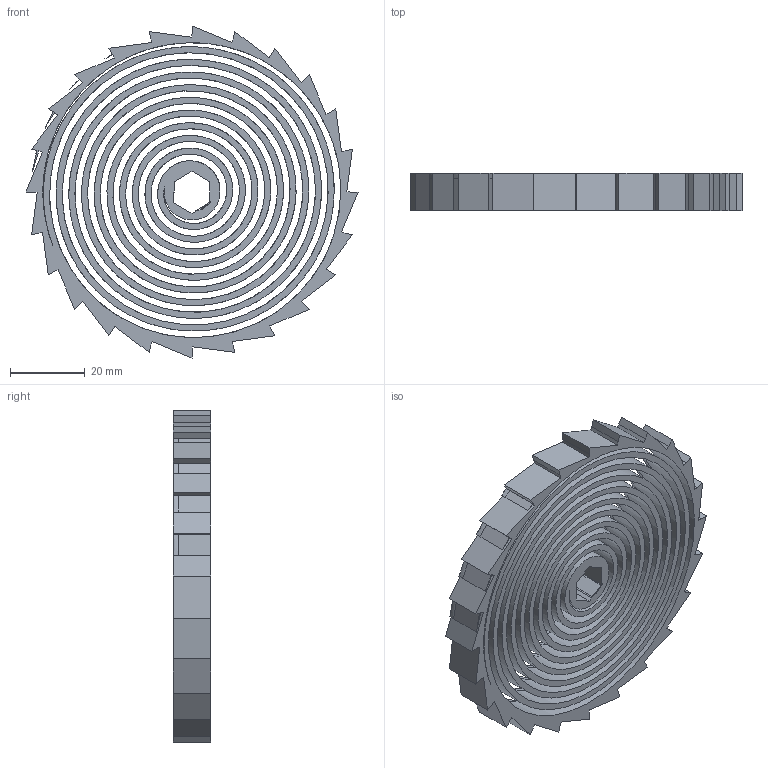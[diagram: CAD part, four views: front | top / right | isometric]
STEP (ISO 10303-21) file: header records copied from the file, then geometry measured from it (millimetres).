
FILE_DESCRIPTION(/* description */ (''),/* implementation_level */ '2;1');
FILE_NAME(/* name */ 'torsionspringv3.step',/* time_stamp */ '2025-12-01T21:25:24-08:00',/* author */ (''),/* organization */ (''),/* preprocessor_version */ 'ST-DEVELOPER v20.1',/* originating_system */ 'Autodesk Translation Framework v14.21.0.0',/* authorisation */ '');
FILE_SCHEMA (('AUTOMOTIVE_DESIGN { 1 0 10303 214 3 1 1 }'));
Length unit declared in the file: millimetre
Products named in the file (1): FusionComponent
Bounding box: 89 x 10 x 89 mm (x, y, z)
Volume: 25309.7 mm3; surface area: 40552.1 mm2
Topology: 1 solids, 1 shells, 108 faces, 320 edges, 208 vertices
Faces by surface type: plane 66, cylinder 26, bspline 16
Entity records: 11867 total; most frequent: CARTESIAN_POINT 9047, ORIENTED_EDGE 640, DIRECTION 500, EDGE_CURVE 320, LINE 210, VECTOR 210, VERTEX_POINT 208, AXIS2_PLACEMENT_3D 145
